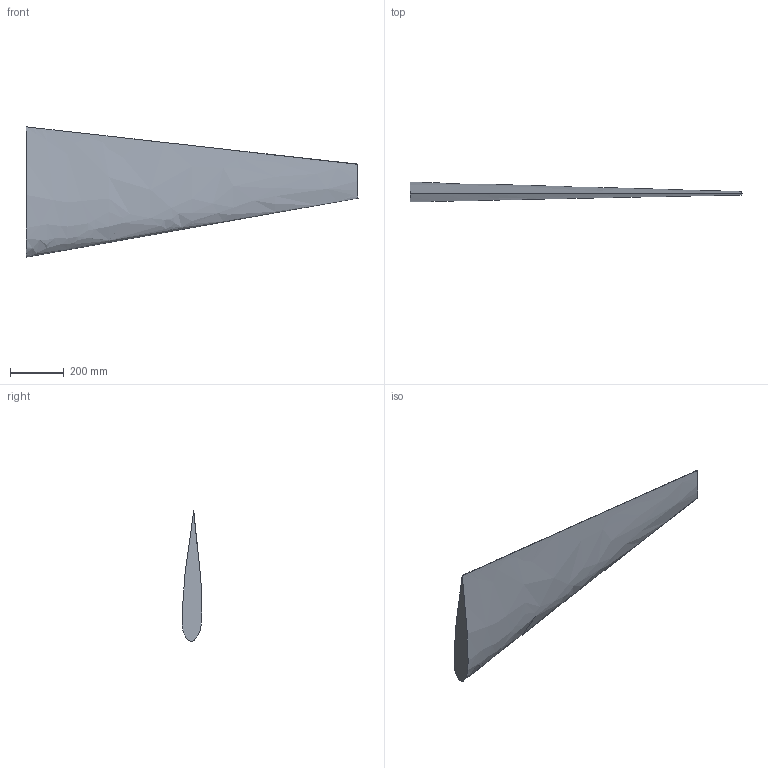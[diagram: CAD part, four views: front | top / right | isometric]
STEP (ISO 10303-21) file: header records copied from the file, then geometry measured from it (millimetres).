
FILE_DESCRIPTION (( 'STEP AP203' ), '1' );
FILE_NAME ('Airfoil thickness to cord.STEP', '2024-11-05T20:34:52', ( '' ), ( '' ), 'SwSTEP 2.0', 'SolidWorks 2023', '' );
FILE_SCHEMA (( 'CONFIG_CONTROL_DESIGN' ));
Length unit declared in the file: inch
Products named in the file (1): Airfoil thickness to cord
Bounding box: 1231.9 x 74.04 x 483.59 mm (x, y, z)
Surface area: 798242.2 mm2 (no closed solid volume)
Topology: 0 solids, 3 shells, 4 faces, 10 edges, 8 vertices
Faces by surface type: bspline 2, plane 2
Entity records: 897 total; most frequent: CARTESIAN_POINT 747, ORIENTED_EDGE 12, EDGE_CURVE 10, B_SPLINE_CURVE_WITH_KNOTS 10, PERSON_AND_ORGANIZATION 8, VERTEX_POINT 8, DIRECTION 6, CC_DESIGN_PERSON_AND_ORGANIZATION_ASSIGNMENT 5
